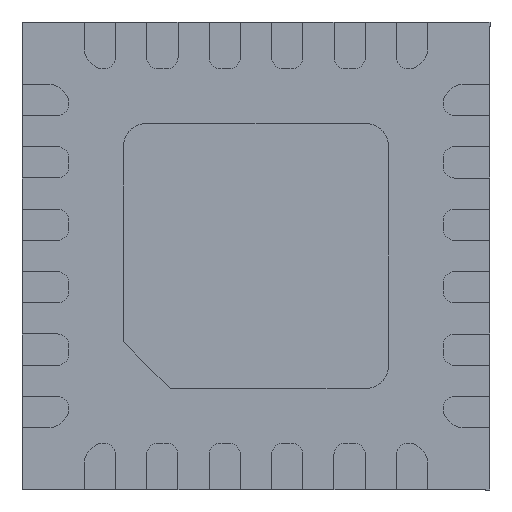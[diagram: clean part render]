
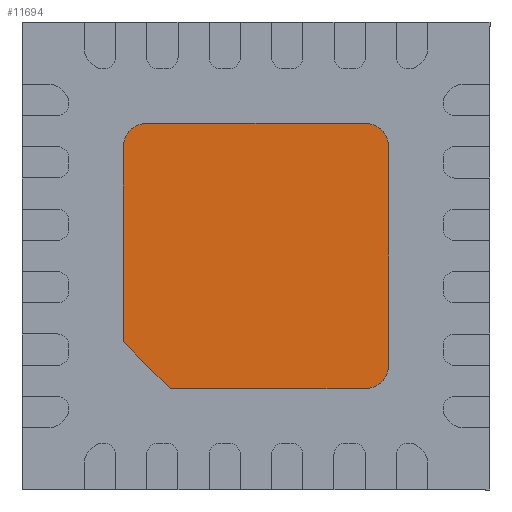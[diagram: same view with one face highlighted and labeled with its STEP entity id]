
A CAD part, front view. The second image highlights one B-rep face of the part: STEP entity #11694.
In plain terms, the highlighted planar face has unit normal (0, -1, 0).
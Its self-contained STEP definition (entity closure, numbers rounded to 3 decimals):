
#20 = ORIENTED_EDGE ( 'NONE', *, *, #233, .T. ) ;
#105 = DIRECTION ( 'NONE',  ( 0., 0., 1. ) ) ;
#159 = EDGE_CURVE ( 'NONE', #4614, #7147, #8447, .T. ) ;
#233 = EDGE_CURVE ( 'NONE', #2852, #8322, #2117, .T. ) ;
#446 = DIRECTION ( 'NONE',  ( 1., 0., 0. ) ) ;
#634 = DIRECTION ( 'NONE',  ( -1., 0., 0. ) ) ;
#854 = EDGE_LOOP ( 'NONE', ( #6934, #20, #3012, #9971, #9503, #7283, #3144, #1094 ) ) ;
#1017 = VERTEX_POINT ( 'NONE', #4170 ) ;
#1094 = ORIENTED_EDGE ( 'NONE', *, *, #1792, .T. ) ;
#1232 = CARTESIAN_POINT ( 'NONE',  ( -0.7, 0., 0.85 ) ) ;
#1391 = AXIS2_PLACEMENT_3D ( 'NONE', #7764, #9887, #6779 ) ;
#1503 = DIRECTION ( 'NONE',  ( 0., -1., 0. ) ) ;
#1792 = EDGE_CURVE ( 'NONE', #1017, #11466, #5148, .T. ) ;
#2117 = CIRCLE ( 'NONE', #11818, 0.15 ) ;
#2786 = CARTESIAN_POINT ( 'NONE',  ( 0.85, 0., 0.7 ) ) ;
#2808 = LINE ( 'NONE', #6576, #12037 ) ;
#2852 = VERTEX_POINT ( 'NONE', #1232 ) ;
#2970 = CARTESIAN_POINT ( 'NONE',  ( 0.7, 0., 0.85 ) ) ;
#3012 = ORIENTED_EDGE ( 'NONE', *, *, #5925, .T. ) ;
#3144 = ORIENTED_EDGE ( 'NONE', *, *, #5083, .T. ) ;
#3318 = DIRECTION ( 'NONE',  ( 0., 0., 1. ) ) ;
#3321 = EDGE_CURVE ( 'NONE', #10202, #4614, #9047, .T. ) ;
#3327 = AXIS2_PLACEMENT_3D ( 'NONE', #4486, #1503, #3318 ) ;
#4170 = CARTESIAN_POINT ( 'NONE',  ( 0.85, 0., 0.7 ) ) ;
#4224 = CARTESIAN_POINT ( 'NONE',  ( -0.85, 0., -0.55 ) ) ;
#4257 = CARTESIAN_POINT ( 'NONE',  ( -0.55, 0., -0.85 ) ) ;
#4486 = CARTESIAN_POINT ( 'NONE',  ( 0.7, 0., -0.7 ) ) ;
#4614 = VERTEX_POINT ( 'NONE', #7554 ) ;
#4822 = LINE ( 'NONE', #2786, #5350 ) ;
#4913 = DIRECTION ( 'NONE',  ( 0., 0., -1. ) ) ;
#5083 = EDGE_CURVE ( 'NONE', #7147, #1017, #4822, .T. ) ;
#5099 = AXIS2_PLACEMENT_3D ( 'NONE', #11012, #10073, #5374 ) ;
#5115 = VECTOR ( 'NONE', #446, 1000. ) ;
#5148 = CIRCLE ( 'NONE', #1391, 0.15 ) ;
#5350 = VECTOR ( 'NONE', #105, 1000. ) ;
#5374 = DIRECTION ( 'NONE',  ( 0., 0., 1. ) ) ;
#5632 = EDGE_CURVE ( 'NONE', #11466, #2852, #2808, .T. ) ;
#5779 = LINE ( 'NONE', #10660, #9874 ) ;
#5807 = CARTESIAN_POINT ( 'NONE',  ( -0.85, 0., 0.7 ) ) ;
#5925 = EDGE_CURVE ( 'NONE', #8322, #9806, #11349, .T. ) ;
#6452 = DIRECTION ( 'NONE',  ( 0., 0., 1. ) ) ;
#6576 = CARTESIAN_POINT ( 'NONE',  ( -0.7, 0., 0.85 ) ) ;
#6695 = EDGE_CURVE ( 'NONE', #9806, #10202, #5779, .T. ) ;
#6779 = DIRECTION ( 'NONE',  ( 0., 0., 1. ) ) ;
#6934 = ORIENTED_EDGE ( 'NONE', *, *, #5632, .T. ) ;
#7098 = PLANE ( 'NONE',  #5099 ) ;
#7147 = VERTEX_POINT ( 'NONE', #10893 ) ;
#7283 = ORIENTED_EDGE ( 'NONE', *, *, #159, .T. ) ;
#7554 = CARTESIAN_POINT ( 'NONE',  ( 0.7, 0., -0.85 ) ) ;
#7764 = CARTESIAN_POINT ( 'NONE',  ( 0.7, 0., 0.7 ) ) ;
#8296 = CARTESIAN_POINT ( 'NONE',  ( -0.7, 0., 0.7 ) ) ;
#8322 = VERTEX_POINT ( 'NONE', #5807 ) ;
#8447 = CIRCLE ( 'NONE', #3327, 0.15 ) ;
#8493 = CARTESIAN_POINT ( 'NONE',  ( -0.85, 0., 0.7 ) ) ;
#8668 = VECTOR ( 'NONE', #4913, 1000. ) ;
#9047 = LINE ( 'NONE', #4257, #5115 ) ;
#9477 = DIRECTION ( 'NONE',  ( 0.707, 0., -0.707 ) ) ;
#9503 = ORIENTED_EDGE ( 'NONE', *, *, #3321, .T. ) ;
#9806 = VERTEX_POINT ( 'NONE', #4224 ) ;
#9874 = VECTOR ( 'NONE', #9477, 1000. ) ;
#9887 = DIRECTION ( 'NONE',  ( 0., -1., 0. ) ) ;
#9971 = ORIENTED_EDGE ( 'NONE', *, *, #6695, .T. ) ;
#10073 = DIRECTION ( 'NONE',  ( 0., -1., 0. ) ) ;
#10202 = VERTEX_POINT ( 'NONE', #10740 ) ;
#10293 = DIRECTION ( 'NONE',  ( 0., -1., 0. ) ) ;
#10660 = CARTESIAN_POINT ( 'NONE',  ( -0.85, 0., -0.55 ) ) ;
#10740 = CARTESIAN_POINT ( 'NONE',  ( -0.55, 0., -0.85 ) ) ;
#10893 = CARTESIAN_POINT ( 'NONE',  ( 0.85, 0., -0.7 ) ) ;
#11012 = CARTESIAN_POINT ( 'NONE',  ( 1.321, 0., -1. ) ) ;
#11349 = LINE ( 'NONE', #8493, #8668 ) ;
#11466 = VERTEX_POINT ( 'NONE', #2970 ) ;
#11694 = ADVANCED_FACE ( 'NONE', ( #11932 ), #7098, .T. ) ;
#11818 = AXIS2_PLACEMENT_3D ( 'NONE', #8296, #10293, #6452 ) ;
#11932 = FACE_OUTER_BOUND ( 'NONE', #854, .T. ) ;
#12037 = VECTOR ( 'NONE', #634, 1000. ) ;
